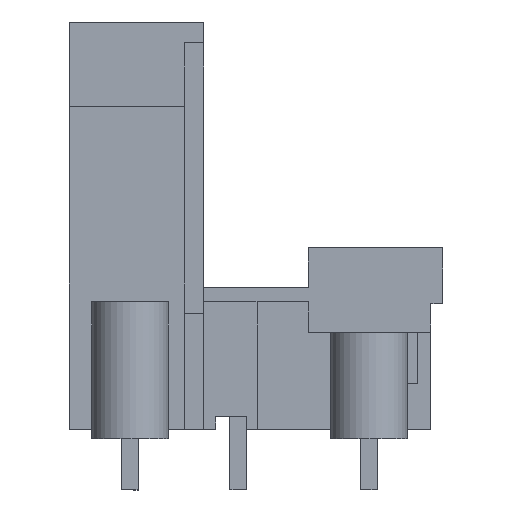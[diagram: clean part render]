
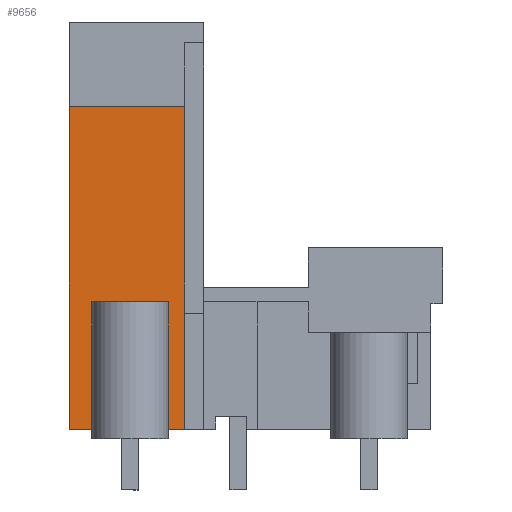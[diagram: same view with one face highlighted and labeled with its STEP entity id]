
A CAD part, left-side view. The second image highlights one B-rep face of the part: STEP entity #9656.
In plain terms, the highlighted planar face has unit normal (-1, 0, 0).
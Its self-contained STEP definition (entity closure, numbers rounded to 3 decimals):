
#9611=AXIS2_PLACEMENT_3D('Plane Axis2P3D',#9608,#9609,#9610) ;
#2563=CARTESIAN_POINT('Line Origine',(3.761,23.43,13.93)) ;
#2567=CARTESIAN_POINT('Vertex',(3.761,23.43,3.8)) ;
#2569=CARTESIAN_POINT('Vertex',(3.761,23.43,24.06)) ;
#2816=CARTESIAN_POINT('Line Origine',(3.761,19.815,24.06)) ;
#2820=CARTESIAN_POINT('Vertex',(3.76,16.2,24.06)) ;
#2855=CARTESIAN_POINT('Line Origine',(3.76,16.2,13.93)) ;
#2859=CARTESIAN_POINT('Vertex',(3.76,16.2,3.8)) ;
#9608=CARTESIAN_POINT('Axis2P3D Location',(3.761,23.43,3.2)) ;
#9613=CARTESIAN_POINT('Line Origine',(3.761,22.73,3.8)) ;
#9617=CARTESIAN_POINT('Vertex',(3.761,22.03,3.8)) ;
#9620=CARTESIAN_POINT('Line Origine',(3.761,22.03,7.8)) ;
#9624=CARTESIAN_POINT('Vertex',(3.761,22.03,11.8)) ;
#9627=CARTESIAN_POINT('Line Origine',(3.761,19.63,11.8)) ;
#9631=CARTESIAN_POINT('Vertex',(3.761,17.23,11.8)) ;
#9634=CARTESIAN_POINT('Line Origine',(3.761,17.23,7.8)) ;
#9638=CARTESIAN_POINT('Vertex',(3.761,17.23,3.8)) ;
#9641=CARTESIAN_POINT('Line Origine',(3.761,16.715,3.8)) ;
#2564=DIRECTION('Vector Direction',(0.,0.,1.)) ;
#2817=DIRECTION('Vector Direction',(0.,-1.,0.)) ;
#2856=DIRECTION('Vector Direction',(0.,0.,1.)) ;
#9609=DIRECTION('Axis2P3D Direction',(-1.,0.,0.)) ;
#9610=DIRECTION('Axis2P3D XDirection',(0.,-1.,0.)) ;
#9614=DIRECTION('Vector Direction',(0.,-1.,0.)) ;
#9621=DIRECTION('Vector Direction',(0.,0.,1.)) ;
#9628=DIRECTION('Vector Direction',(0.,-1.,0.)) ;
#9635=DIRECTION('Vector Direction',(0.,0.,1.)) ;
#9642=DIRECTION('Vector Direction',(0.,-1.,0.)) ;
#2565=VECTOR('Line Direction',#2564,1.) ;
#2818=VECTOR('Line Direction',#2817,1.) ;
#2857=VECTOR('Line Direction',#2856,1.) ;
#9615=VECTOR('Line Direction',#9614,1.) ;
#9622=VECTOR('Line Direction',#9621,1.) ;
#9629=VECTOR('Line Direction',#9628,1.) ;
#9636=VECTOR('Line Direction',#9635,1.) ;
#9643=VECTOR('Line Direction',#9642,1.) ;
#9647=ORIENTED_EDGE('',*,*,#2861,.T.) ;
#9648=ORIENTED_EDGE('',*,*,#2822,.F.) ;
#9649=ORIENTED_EDGE('',*,*,#2571,.F.) ;
#9650=ORIENTED_EDGE('',*,*,#9619,.T.) ;
#9651=ORIENTED_EDGE('',*,*,#9626,.T.) ;
#9652=ORIENTED_EDGE('',*,*,#9633,.T.) ;
#9653=ORIENTED_EDGE('',*,*,#9640,.F.) ;
#9654=ORIENTED_EDGE('',*,*,#9645,.T.) ;
#9656=ADVANCED_FACE('HOUSING',(#9655),#9612,.T.) ;
#2571=EDGE_CURVE('',#2568,#2570,#2566,.T.) ;
#2822=EDGE_CURVE('',#2570,#2821,#2819,.T.) ;
#2861=EDGE_CURVE('',#2860,#2821,#2858,.T.) ;
#9619=EDGE_CURVE('',#2568,#9618,#9616,.T.) ;
#9626=EDGE_CURVE('',#9618,#9625,#9623,.T.) ;
#9633=EDGE_CURVE('',#9625,#9632,#9630,.T.) ;
#9640=EDGE_CURVE('',#9639,#9632,#9637,.T.) ;
#9645=EDGE_CURVE('',#9639,#2860,#9644,.T.) ;
#9646=EDGE_LOOP('',(#9647,#9648,#9649,#9650,#9651,#9652,#9653,#9654)) ;
#9655=FACE_OUTER_BOUND('',#9646,.T.) ;
#2566=LINE('Line',#2563,#2565) ;
#2819=LINE('Line',#2816,#2818) ;
#2858=LINE('Line',#2855,#2857) ;
#9616=LINE('Line',#9613,#9615) ;
#9623=LINE('Line',#9620,#9622) ;
#9630=LINE('Line',#9627,#9629) ;
#9637=LINE('Line',#9634,#9636) ;
#9644=LINE('Line',#9641,#9643) ;
#9612=PLANE('',#9611) ;
#2568=VERTEX_POINT('',#2567) ;
#2570=VERTEX_POINT('',#2569) ;
#2821=VERTEX_POINT('',#2820) ;
#2860=VERTEX_POINT('',#2859) ;
#9618=VERTEX_POINT('',#9617) ;
#9625=VERTEX_POINT('',#9624) ;
#9632=VERTEX_POINT('',#9631) ;
#9639=VERTEX_POINT('',#9638) ;
